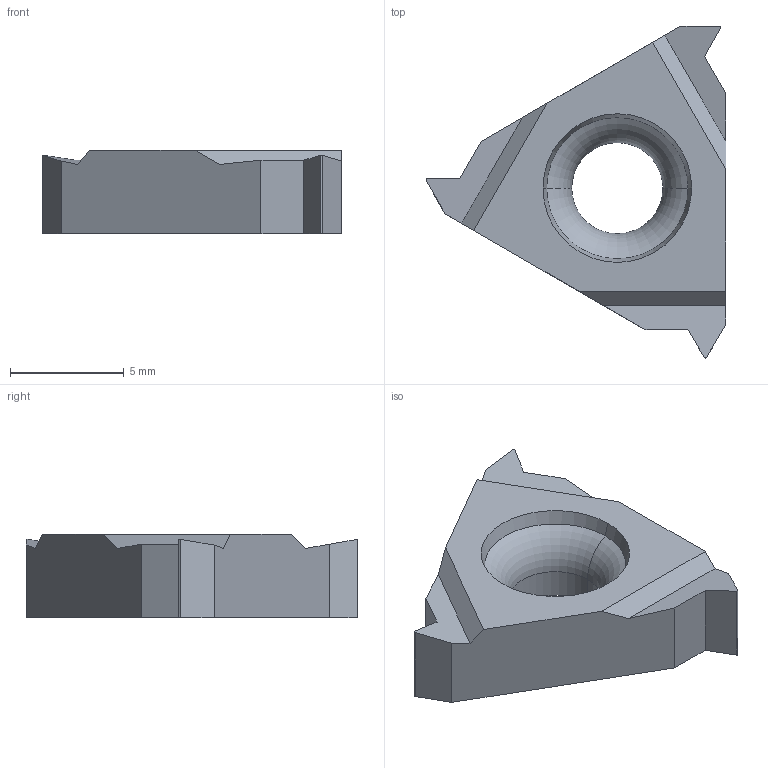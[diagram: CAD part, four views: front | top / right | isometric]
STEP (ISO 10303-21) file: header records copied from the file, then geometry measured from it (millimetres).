
FILE_DESCRIPTION((''),'2;1');
FILE_NAME('MMT16ERA60-S','2021-01-04T14:15:29',('tlyac05'),('PTC Japan'),'CREO PARAMETRIC BY PTC INC, 2018500','CREO PARAMETRIC BY PTC INC, 2018500','');
FILE_SCHEMA(('AUTOMOTIVE_DESIGN { 1 0 10303 214 1 1 1 1 }'));
Length unit declared in the file: millimetre
Products named in the file (1): MMT16ERA60-S
Bounding box: 13.15 x 14.56 x 3.65 mm (x, y, z)
Volume: 323.9 mm3; surface area: 394.7 mm2
Topology: 1 solids, 1 shells, 29 faces, 104 edges, 77 vertices
Faces by surface type: plane 20, cylinder 5, torus 2, cone 2
Entity records: 1497 total; most frequent: CARTESIAN_POINT 233, DIRECTION 175, ORIENTED_EDGE 154, PRESENTATION_STYLE_ASSIGNMENT 107, STYLED_ITEM 107, CURVE_STYLE 106, VECTOR 85, LINE 85
